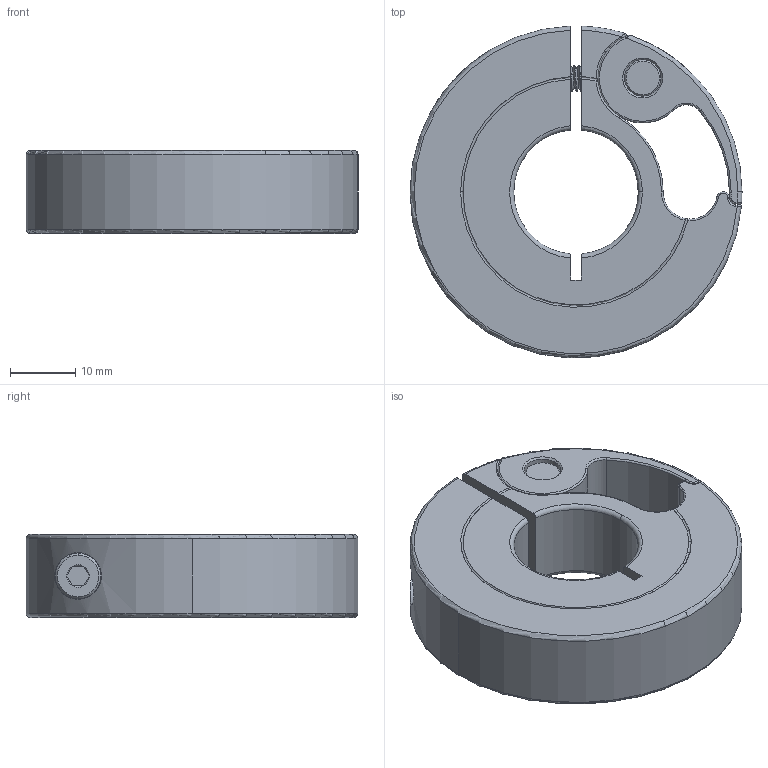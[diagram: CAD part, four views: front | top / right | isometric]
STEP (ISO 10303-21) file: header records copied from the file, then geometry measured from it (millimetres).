
FILE_DESCRIPTION (( 'STEP AP203' ), '1' );
FILE_NAME ('1511K210_QUICK-RELEASE ONE-PIECE CLAMP-ON SHAFT COLLAR.STEP', '2023-11-19T22:25:13', ( '' ), ( '' ), 'SwSTEP 2.0', 'SolidWorks 2022', '' );
FILE_SCHEMA (( 'CONFIG_CONTROL_DESIGN' ));
Length unit declared in the file: inch
Products named in the file (1): 1511K210_QUICK-RELEASE ONE-PIECE CLAMP-ON SHAFT COLLAR
Bounding box: 50.8 x 50.76 x 12.7 mm (x, y, z)
Volume: 18726.7 mm3; surface area: 8449 mm2
Topology: 3 solids, 3 shells, 184 faces, 457 edges, 282 vertices
Faces by surface type: cylinder 86, torus 39, plane 29, cone 17, bspline 11, sphere 2
Entity records: 8296 total; most frequent: CARTESIAN_POINT 4062, ORIENTED_EDGE 914, DIRECTION 864, EDGE_CURVE 457, AXIS2_PLACEMENT_3D 362, VERTEX_POINT 282, EDGE_LOOP 195, CIRCLE 188
